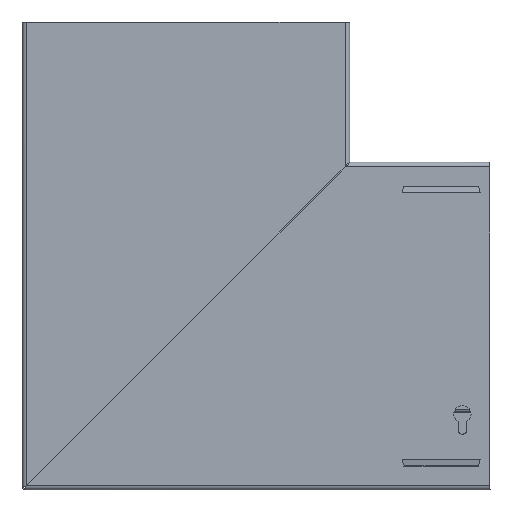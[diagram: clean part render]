
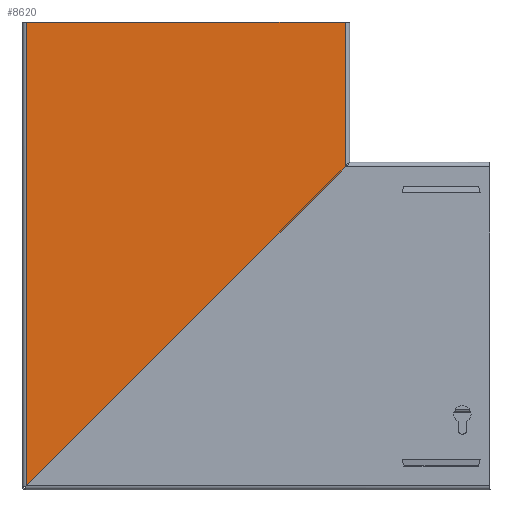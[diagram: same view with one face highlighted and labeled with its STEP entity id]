
A CAD part, left-side view. The second image highlights one B-rep face of the part: STEP entity #8620.
In plain terms, the highlighted planar face has unit normal (-1, 0, 0).
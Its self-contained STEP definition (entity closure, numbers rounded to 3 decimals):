
#471 = VERTEX_POINT ( 'NONE', #3999 ) ;
#614 = ORIENTED_EDGE ( 'NONE', *, *, #8040, .F. ) ;
#1250 = CARTESIAN_POINT ( 'NONE',  ( 0., -117., 298.9 ) ) ;
#1293 = VERTEX_POINT ( 'NONE', #5941 ) ;
#1429 = EDGE_CURVE ( 'NONE', #4858, #1293, #4661, .T. ) ;
#1666 = VECTOR ( 'NONE', #3686, 1000. ) ;
#1772 = LINE ( 'NONE', #1250, #1666 ) ;
#2252 = DIRECTION ( 'NONE',  ( 0., 0., -1. ) ) ;
#2582 = DIRECTION ( 'NONE',  ( 0., 0.707, -0.707 ) ) ;
#2687 = CARTESIAN_POINT ( 'NONE',  ( 0., -117., 298.9 ) ) ;
#3404 = PLANE ( 'NONE',  #5201 ) ;
#3686 = DIRECTION ( 'NONE',  ( 0., 0., -1. ) ) ;
#3999 = CARTESIAN_POINT ( 'NONE',  ( 0., -117., 298.9 ) ) ;
#4018 = EDGE_CURVE ( 'NONE', #471, #4858, #9216, .T. ) ;
#4570 = CARTESIAN_POINT ( 'NONE',  ( 0., 87., 298.9 ) ) ;
#4661 = LINE ( 'NONE', #4889, #4738 ) ;
#4738 = VECTOR ( 'NONE', #2252, 1000. ) ;
#4814 = DIRECTION ( 'NONE',  ( 0., 0., 1. ) ) ;
#4858 = VERTEX_POINT ( 'NONE', #4570 ) ;
#4889 = CARTESIAN_POINT ( 'NONE',  ( 0., 87., 298.9 ) ) ;
#4904 = EDGE_LOOP ( 'NONE', ( #7936, #614, #5742, #7861 ) ) ;
#5201 = AXIS2_PLACEMENT_3D ( 'NONE', #5552, #9138, #4814 ) ;
#5552 = CARTESIAN_POINT ( 'NONE',  ( 0., -117., 298.9 ) ) ;
#5742 = ORIENTED_EDGE ( 'NONE', *, *, #7202, .F. ) ;
#5941 = CARTESIAN_POINT ( 'NONE',  ( 0., 87., 2.001 ) ) ;
#6240 = CARTESIAN_POINT ( 'NONE',  ( 0., -163.45, 252.45 ) ) ;
#6841 = CARTESIAN_POINT ( 'NONE',  ( 0., -117., 206.001 ) ) ;
#7202 = EDGE_CURVE ( 'NONE', #471, #7732, #1772, .T. ) ;
#7732 = VERTEX_POINT ( 'NONE', #6841 ) ;
#7861 = ORIENTED_EDGE ( 'NONE', *, *, #4018, .T. ) ;
#7936 = ORIENTED_EDGE ( 'NONE', *, *, #1429, .T. ) ;
#8040 = EDGE_CURVE ( 'NONE', #7732, #1293, #9217, .T. ) ;
#8162 = DIRECTION ( 'NONE',  ( 0., 1., 0. ) ) ;
#8556 = FACE_OUTER_BOUND ( 'NONE', #4904, .T. ) ;
#8620 = ADVANCED_FACE ( 'NONE', ( #8556 ), #3404, .T. ) ;
#9130 = VECTOR ( 'NONE', #8162, 1000. ) ;
#9138 = DIRECTION ( 'NONE',  ( -1., 0., 0. ) ) ;
#9199 = VECTOR ( 'NONE', #2582, 1000. ) ;
#9216 = LINE ( 'NONE', #2687, #9130 ) ;
#9217 = LINE ( 'NONE', #6240, #9199 ) ;
